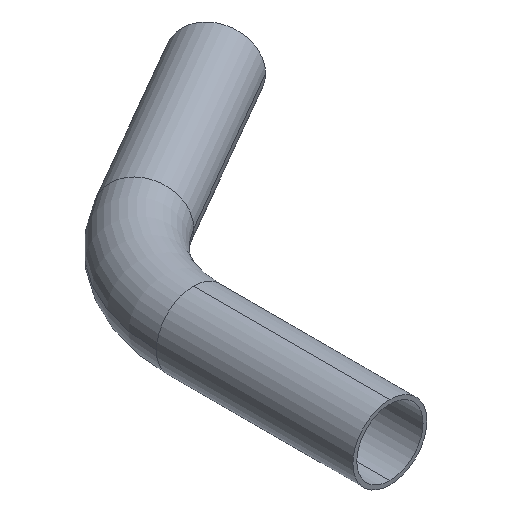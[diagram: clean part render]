
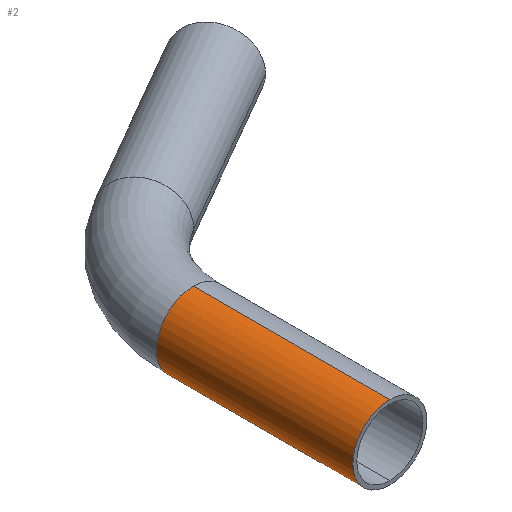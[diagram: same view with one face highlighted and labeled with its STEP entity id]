
A CAD part, isometric view. The second image highlights one B-rep face of the part: STEP entity #2.
In plain terms, the highlighted cylindrical face has radius 18.85 mm (diameter 37.7 mm), a partial arc.
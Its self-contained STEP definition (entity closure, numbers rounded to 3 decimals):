
#2 = ADVANCED_FACE ( 'NONE', ( #222 ), #373, .T. ) ;
#29 = CARTESIAN_POINT ( 'NONE',  ( -18.85, 100., 0. ) ) ;
#40 = AXIS2_PLACEMENT_3D ( 'NONE', #80, #461, #425 ) ;
#46 = EDGE_CURVE ( 'NONE', #438, #249, #278, .T. ) ;
#55 = DIRECTION ( 'NONE',  ( 0., 0., 1. ) ) ;
#59 = CARTESIAN_POINT ( 'NONE',  ( 0., 100., 0. ) ) ;
#62 = ORIENTED_EDGE ( 'NONE', *, *, #270, .T. ) ;
#80 = CARTESIAN_POINT ( 'NONE',  ( 0., 100., 0. ) ) ;
#83 = VERTEX_POINT ( 'NONE', #349 ) ;
#90 = DIRECTION ( 'NONE',  ( 0., 1., 0. ) ) ;
#114 = EDGE_LOOP ( 'NONE', ( #169, #260, #394, #62, #210 ) ) ;
#123 = DIRECTION ( 'NONE',  ( 1., 0., 0. ) ) ;
#135 = CARTESIAN_POINT ( 'NONE',  ( 0., 0., -18.85 ) ) ;
#145 = AXIS2_PLACEMENT_3D ( 'NONE', #339, #450, #490 ) ;
#149 = DIRECTION ( 'NONE',  ( 0., 1., 0. ) ) ;
#169 = ORIENTED_EDGE ( 'NONE', *, *, #223, .F. ) ;
#176 = LINE ( 'NONE', #228, #305 ) ;
#183 = EDGE_CURVE ( 'NONE', #83, #364, #292, .T. ) ;
#196 = CIRCLE ( 'NONE', #475, 18.85 ) ;
#199 = VECTOR ( 'NONE', #90, 1000. ) ;
#210 = ORIENTED_EDGE ( 'NONE', *, *, #46, .T. ) ;
#212 = VERTEX_POINT ( 'NONE', #427 ) ;
#222 = FACE_OUTER_BOUND ( 'NONE', #114, .T. ) ;
#223 = EDGE_CURVE ( 'NONE', #364, #249, #431, .T. ) ;
#228 = CARTESIAN_POINT ( 'NONE',  ( 0., 0., 18.85 ) ) ;
#233 = CARTESIAN_POINT ( 'NONE',  ( 0., 0., 0. ) ) ;
#249 = VERTEX_POINT ( 'NONE', #395 ) ;
#260 = ORIENTED_EDGE ( 'NONE', *, *, #183, .F. ) ;
#270 = EDGE_CURVE ( 'NONE', #212, #438, #196, .T. ) ;
#278 = CIRCLE ( 'NONE', #40, 18.85 ) ;
#292 = CIRCLE ( 'NONE', #389, 18.85 ) ;
#305 = VECTOR ( 'NONE', #149, 1000. ) ;
#311 = DIRECTION ( 'NONE',  ( 0., -1., 0. ) ) ;
#319 = CARTESIAN_POINT ( 'NONE',  ( 0., 0., -18.85 ) ) ;
#339 = CARTESIAN_POINT ( 'NONE',  ( 0., 0., 0. ) ) ;
#349 = CARTESIAN_POINT ( 'NONE',  ( 0., 0., 18.85 ) ) ;
#364 = VERTEX_POINT ( 'NONE', #135 ) ;
#373 = CYLINDRICAL_SURFACE ( 'NONE', #145, 18.85 ) ;
#389 = AXIS2_PLACEMENT_3D ( 'NONE', #233, #311, #123 ) ;
#394 = ORIENTED_EDGE ( 'NONE', *, *, #428, .T. ) ;
#395 = CARTESIAN_POINT ( 'NONE',  ( 0., 100., -18.85 ) ) ;
#425 = DIRECTION ( 'NONE',  ( 0., 0., 1. ) ) ;
#427 = CARTESIAN_POINT ( 'NONE',  ( 0., 100., 18.85 ) ) ;
#428 = EDGE_CURVE ( 'NONE', #83, #212, #176, .T. ) ;
#431 = LINE ( 'NONE', #319, #199 ) ;
#438 = VERTEX_POINT ( 'NONE', #29 ) ;
#450 = DIRECTION ( 'NONE',  ( 0., 1., 0. ) ) ;
#461 = DIRECTION ( 'NONE',  ( 0., -1., 0. ) ) ;
#475 = AXIS2_PLACEMENT_3D ( 'NONE', #59, #478, #55 ) ;
#478 = DIRECTION ( 'NONE',  ( 0., -1., 0. ) ) ;
#490 = DIRECTION ( 'NONE',  ( 0., 0., 1. ) ) ;
